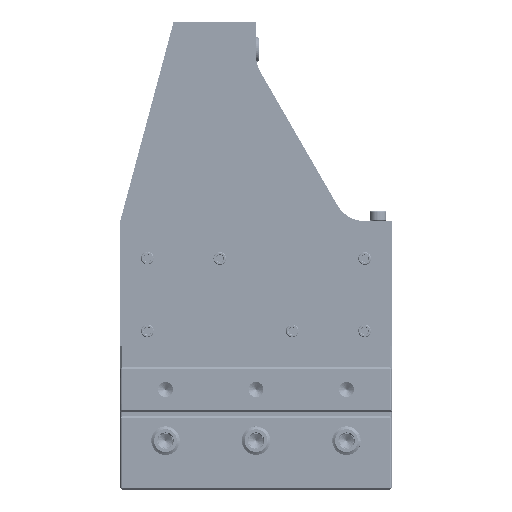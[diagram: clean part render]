
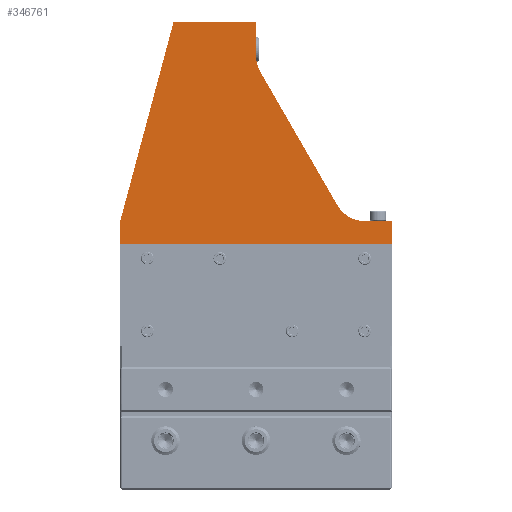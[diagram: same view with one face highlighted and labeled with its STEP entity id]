
A CAD part, left-side view. The second image highlights one B-rep face of the part: STEP entity #346761.
In plain terms, the highlighted planar face has unit normal (-1, 0, 0).
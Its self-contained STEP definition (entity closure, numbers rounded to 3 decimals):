
#6694 = LINE ( 'NONE', #121524, #395181 ) ;
#33888 = EDGE_CURVE ( 'NONE', #77236, #131315, #277499, .T. ) ;
#36720 = LINE ( 'NONE', #337463, #372367 ) ;
#37191 = AXIS2_PLACEMENT_3D ( 'NONE', #315669, #90265, #353501 ) ;
#42455 = CARTESIAN_POINT ( 'NONE',  ( -76.2, -87.3, 34.925 ) ) ;
#49860 = DIRECTION ( 'NONE',  ( 0., 0.5, 0.866 ) ) ;
#56679 = ORIENTED_EDGE ( 'NONE', *, *, #178089, .F. ) ;
#65527 = DIRECTION ( 'NONE',  ( 0., 1., 0. ) ) ;
#74211 = DIRECTION ( 'NONE',  ( 0., 0.259, -0.966 ) ) ;
#77236 = VERTEX_POINT ( 'NONE', #483925 ) ;
#82813 = CARTESIAN_POINT ( 'NONE',  ( -76.2, -49.2, 90.805 ) ) ;
#90265 = DIRECTION ( 'NONE',  ( 1., 0., 0. ) ) ;
#95643 = CARTESIAN_POINT ( 'NONE',  ( -76.2, -11.1, 28.575 ) ) ;
#97054 = DIRECTION ( 'NONE',  ( 0., 0., 1. ) ) ;
#97061 = CIRCLE ( 'NONE', #386045, 8.89 ) ;
#121524 = CARTESIAN_POINT ( 'NONE',  ( -76.2, -11.1, 34.925 ) ) ;
#121771 = EDGE_CURVE ( 'NONE', #247187, #330959, #136611, .T. ) ;
#124587 = CARTESIAN_POINT ( 'NONE',  ( -76.2, -79.733, 43.815 ) ) ;
#131315 = VERTEX_POINT ( 'NONE', #158388 ) ;
#131904 = CARTESIAN_POINT ( 'NONE',  ( -76.2, -72.034, 39.37 ) ) ;
#136611 = CIRCLE ( 'NONE', #37191, 8.89 ) ;
#137083 = CARTESIAN_POINT ( 'NONE',  ( -76.2, -26.073, 90.805 ) ) ;
#141514 = DIRECTION ( 'NONE',  ( 0., -1., 0. ) ) ;
#147735 = CARTESIAN_POINT ( 'NONE',  ( -76.2, -11.1, 34.925 ) ) ;
#151485 = VECTOR ( 'NONE', #97054, 1000. ) ;
#157184 = VECTOR ( 'NONE', #185590, 1000. ) ;
#158388 = CARTESIAN_POINT ( 'NONE',  ( -76.2, -87.3, 28.575 ) ) ;
#162352 = DIRECTION ( 'NONE',  ( 0., 0., 1. ) ) ;
#162479 = VERTEX_POINT ( 'NONE', #218688 ) ;
#172214 = VERTEX_POINT ( 'NONE', #95643 ) ;
#174266 = CARTESIAN_POINT ( 'NONE',  ( -76.2, -49.2, 34.925 ) ) ;
#177823 = EDGE_CURVE ( 'NONE', #330959, #324828, #263411, .T. ) ;
#178089 = EDGE_CURVE ( 'NONE', #262793, #77236, #357425, .T. ) ;
#180956 = CARTESIAN_POINT ( 'NONE',  ( -76.2, -11.1, 28.575 ) ) ;
#181526 = LINE ( 'NONE', #197917, #369900 ) ;
#185590 = DIRECTION ( 'NONE',  ( 0., -1., 0. ) ) ;
#187441 = LINE ( 'NONE', #180956, #464043 ) ;
#195082 = CARTESIAN_POINT ( 'NONE',  ( -76.2, -49.2, 90.805 ) ) ;
#197917 = CARTESIAN_POINT ( 'NONE',  ( -76.2, -58.725, 62.421 ) ) ;
#213313 = ORIENTED_EDGE ( 'NONE', *, *, #177823, .T. ) ;
#216459 = DIRECTION ( 'NONE',  ( 1., 0., 0. ) ) ;
#216947 = LINE ( 'NONE', #82813, #305222 ) ;
#218688 = CARTESIAN_POINT ( 'NONE',  ( -76.2, -11.1, 34.925 ) ) ;
#234910 = DIRECTION ( 'NONE',  ( 0., 0., -1. ) ) ;
#243019 = ORIENTED_EDGE ( 'NONE', *, *, #399170, .T. ) ;
#247187 = VERTEX_POINT ( 'NONE', #346067 ) ;
#248260 = EDGE_CURVE ( 'NONE', #249005, #162479, #36720, .T. ) ;
#249005 = VERTEX_POINT ( 'NONE', #137083 ) ;
#258547 = CARTESIAN_POINT ( 'NONE',  ( -76.2, -79.733, 34.925 ) ) ;
#259079 = ORIENTED_EDGE ( 'NONE', *, *, #121771, .T. ) ;
#262793 = VERTEX_POINT ( 'NONE', #258547 ) ;
#263411 = LINE ( 'NONE', #174266, #151485 ) ;
#266064 = ORIENTED_EDGE ( 'NONE', *, *, #286368, .T. ) ;
#277499 = LINE ( 'NONE', #42455, #477561 ) ;
#285155 = AXIS2_PLACEMENT_3D ( 'NONE', #441683, #216459, #479559 ) ;
#286368 = EDGE_CURVE ( 'NONE', #383285, #247187, #181526, .T. ) ;
#290526 = PLANE ( 'NONE',  #285155 ) ;
#302504 = DIRECTION ( 'NONE',  ( 0., 0., -1. ) ) ;
#305222 = VECTOR ( 'NONE', #65527, 1000. ) ;
#313420 = ORIENTED_EDGE ( 'NONE', *, *, #33888, .F. ) ;
#315669 = CARTESIAN_POINT ( 'NONE',  ( -76.2, -58.09, 81.301 ) ) ;
#321353 = ORIENTED_EDGE ( 'NONE', *, *, #330863, .T. ) ;
#324828 = VERTEX_POINT ( 'NONE', #195082 ) ;
#330808 = ORIENTED_EDGE ( 'NONE', *, *, #392105, .T. ) ;
#330863 = EDGE_CURVE ( 'NONE', #324828, #249005, #216947, .T. ) ;
#330959 = VERTEX_POINT ( 'NONE', #405889 ) ;
#337463 = CARTESIAN_POINT ( 'NONE',  ( -76.2, -11.1, 34.925 ) ) ;
#346067 = CARTESIAN_POINT ( 'NONE',  ( -76.2, -50.391, 76.856 ) ) ;
#346761 = ADVANCED_FACE ( 'NONE', ( #382695 ), #290526, .F. ) ;
#353501 = DIRECTION ( 'NONE',  ( 0., 0., 1. ) ) ;
#357425 = LINE ( 'NONE', #147735, #157184 ) ;
#369900 = VECTOR ( 'NONE', #49860, 1000. ) ;
#372367 = VECTOR ( 'NONE', #74211, 1000. ) ;
#376482 = ORIENTED_EDGE ( 'NONE', *, *, #386074, .T. ) ;
#382695 = FACE_OUTER_BOUND ( 'NONE', #429573, .T. ) ;
#383285 = VERTEX_POINT ( 'NONE', #131904 ) ;
#386045 = AXIS2_PLACEMENT_3D ( 'NONE', #124587, #387704, #162352 ) ;
#386074 = EDGE_CURVE ( 'NONE', #162479, #172214, #6694, .T. ) ;
#386736 = ORIENTED_EDGE ( 'NONE', *, *, #248260, .T. ) ;
#387704 = DIRECTION ( 'NONE',  ( 1., 0., 0. ) ) ;
#392105 = EDGE_CURVE ( 'NONE', #172214, #131315, #187441, .T. ) ;
#395181 = VECTOR ( 'NONE', #234910, 1000. ) ;
#399170 = EDGE_CURVE ( 'NONE', #262793, #383285, #97061, .T. ) ;
#405889 = CARTESIAN_POINT ( 'NONE',  ( -76.2, -49.2, 81.301 ) ) ;
#429573 = EDGE_LOOP ( 'NONE', ( #330808, #313420, #56679, #243019, #266064, #259079, #213313, #321353, #386736, #376482 ) ) ;
#441683 = CARTESIAN_POINT ( 'NONE',  ( -76.2, -11.1, 34.925 ) ) ;
#464043 = VECTOR ( 'NONE', #141514, 1000. ) ;
#477561 = VECTOR ( 'NONE', #302504, 1000. ) ;
#479559 = DIRECTION ( 'NONE',  ( 0., 0., 1. ) ) ;
#483925 = CARTESIAN_POINT ( 'NONE',  ( -76.2, -87.3, 34.925 ) ) ;
